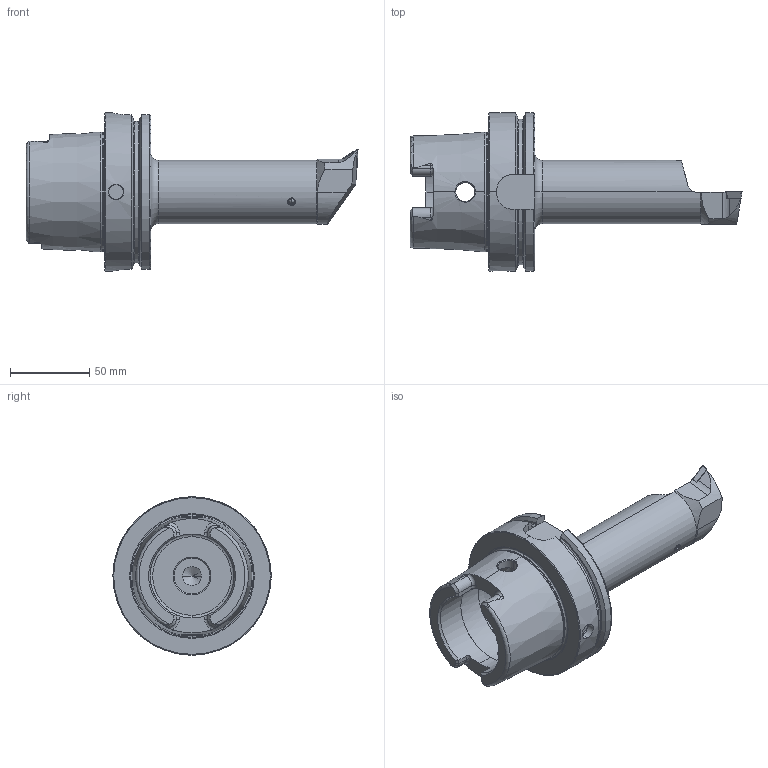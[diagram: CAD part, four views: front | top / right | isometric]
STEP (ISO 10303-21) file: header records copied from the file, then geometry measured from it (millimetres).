
FILE_DESCRIPTION (( 'STEP AP214' ), '1' );
FILE_NAME ('HA0.BDB.LUC.160.STEP', '2024-03-27T08:55:40', ( '' ), ( '' ), 'SwSTEP 2.0', 'SolidWorks 2022', '' );
FILE_SCHEMA (( 'AUTOMOTIVE_DESIGN' ));
Length unit declared in the file: millimetre
Products named in the file (5): HA0.BDB.LUC.160; HA0-BDB.LUC.160_A_Fertigbearbeitung; KVT_MB_600_050; DCMT11T304; WCB-ER2.001.009_A
Assembly tree (4 placements, depth 2):
  HA0.BDB.LUC.160
    HA0-BDB.LUC.160_A_Fertigbearbeitung
    KVT_MB_600_050
    DCMT11T304
    WCB-ER2.001.009_A
Bounding box: 209.9 x 100 x 100 mm (x, y, z)
Volume: 383021.4 mm3; surface area: 69244.4 mm2
Topology: 5 solids, 5 shells, 311 faces, 792 edges, 482 vertices
Faces by surface type: cylinder 94, cone 81, plane 73, torus 39, bspline 20, sphere 4
Entity records: 12666 total; most frequent: CARTESIAN_POINT 4122, ORIENTED_EDGE 1546, DIRECTION 1428, EDGE_CURVE 773, AXIS2_PLACEMENT_3D 573, VERTEX_POINT 479, EDGE_LOOP 328, FACE_OUTER_BOUND 311
